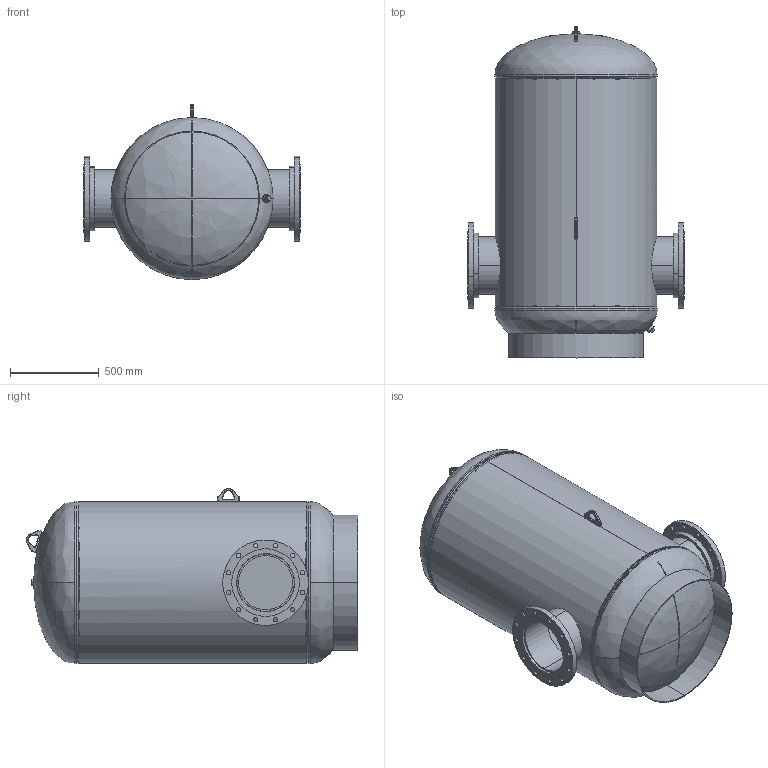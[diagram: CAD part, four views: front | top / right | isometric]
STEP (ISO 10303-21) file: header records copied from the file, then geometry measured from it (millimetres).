
FILE_DESCRIPTION (( 'STEP AP203' ), '1' );
FILE_NAME ('CBT-300-12F.STEP', '2021-03-22T15:25:28', ( '' ), ( '' ), 'SwSTEP 2.0', 'SolidWorks 2021', '' );
FILE_SCHEMA (( 'CONFIG_CONTROL_DESIGN' ));
Length unit declared in the file: inch
Products named in the file (13): 9500040; 9200210; 55K0266; PLUGS_9500150; 99Q0648; 9455036; 9461120; 9400542; 9500050; 99B0584; 9301150_7; CBT-300-12F
Assembly tree (26 placements, depth 2):
  CBT-300-12F
    99B0584
    9200210
    9200210
    9301150_7  x2
    9461120  x2
    9500040
    9500050
    PLUGS_9500150
    9455036
    55K0266  x12
    9400542  x2
    99Q0648
Bounding box: 1219.2 x 1871.74 x 989.13 mm (x, y, z)
Volume: 39679295.8 mm3; surface area: 15518649 mm2
Topology: 26 solids, 26 shells, 413 faces, 942 edges, 582 vertices
Faces by surface type: cylinder 179, plane 140, torus 56, cone 24, bspline 14
Entity records: 13192 total; most frequent: CARTESIAN_POINT 5642, DIRECTION 1342, ORIENTED_EDGE 1116, AXIS2_PLACEMENT_3D 560, EDGE_CURVE 558, VERTEX_POINT 342, CIRCLE 302, EDGE_LOOP 288
